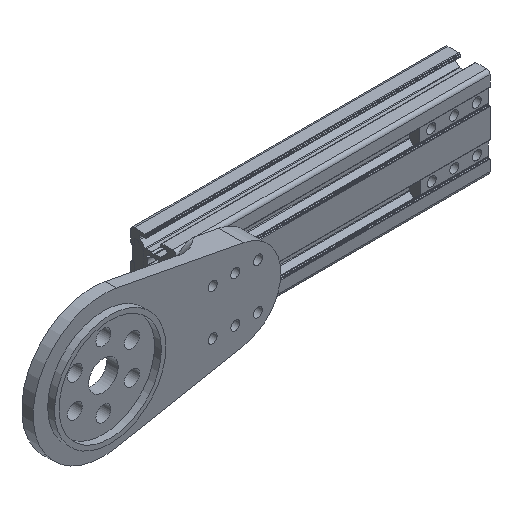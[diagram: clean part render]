
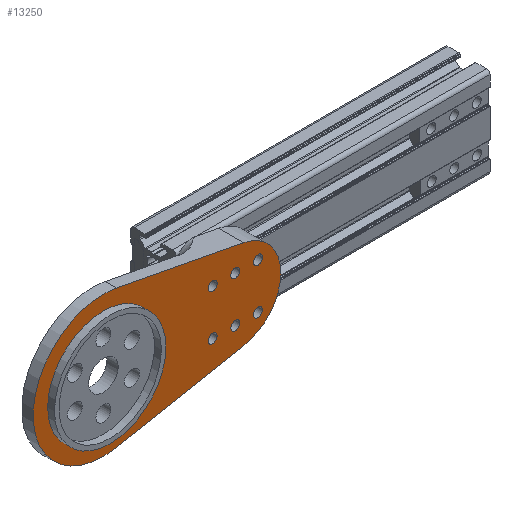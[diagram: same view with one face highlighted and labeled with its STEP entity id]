
A CAD part, isometric view. The second image highlights one B-rep face of the part: STEP entity #13250.
In plain terms, the highlighted face is planar.
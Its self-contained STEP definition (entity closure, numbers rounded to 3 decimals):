
#687=FACE_BOUND('',#2049,.T.);
#688=FACE_BOUND('',#2050,.T.);
#689=FACE_BOUND('',#2051,.T.);
#690=FACE_BOUND('',#2052,.T.);
#691=FACE_BOUND('',#2053,.T.);
#692=FACE_BOUND('',#2054,.T.);
#693=FACE_BOUND('',#2055,.T.);
#1343=FACE_OUTER_BOUND('',#2048,.T.);
#2048=EDGE_LOOP('',(#12161,#12162,#12163,#12164));
#2049=EDGE_LOOP('',(#12165));
#2050=EDGE_LOOP('',(#12166));
#2051=EDGE_LOOP('',(#12167));
#2052=EDGE_LOOP('',(#12168));
#2053=EDGE_LOOP('',(#12169));
#2054=EDGE_LOOP('',(#12170));
#2055=EDGE_LOOP('',(#12171));
#3217=LINE('',#23386,#4372);
#3218=LINE('',#23389,#4373);
#4372=VECTOR('',#18411,10.);
#4373=VECTOR('',#18414,10.);
#4943=CIRCLE('',#14645,24.5);
#4944=CIRCLE('',#14648,20.);
#4945=CIRCLE('',#14649,30.9);
#4946=CIRCLE('',#14650,2.);
#4947=CIRCLE('',#14651,2.);
#4948=CIRCLE('',#14652,2.);
#4949=CIRCLE('',#14653,2.);
#4950=CIRCLE('',#14654,2.);
#4951=CIRCLE('',#14655,2.);
#6267=VERTEX_POINT('',#23377);
#6268=VERTEX_POINT('',#23382);
#6269=VERTEX_POINT('',#23383);
#6270=VERTEX_POINT('',#23385);
#6271=VERTEX_POINT('',#23387);
#6272=VERTEX_POINT('',#23390);
#6273=VERTEX_POINT('',#23392);
#6274=VERTEX_POINT('',#23394);
#6275=VERTEX_POINT('',#23396);
#6276=VERTEX_POINT('',#23398);
#6277=VERTEX_POINT('',#23400);
#8239=EDGE_CURVE('',#6267,#6267,#4943,.T.);
#8240=EDGE_CURVE('',#6268,#6269,#4944,.T.);
#8241=EDGE_CURVE('',#6270,#6268,#3217,.T.);
#8242=EDGE_CURVE('',#6271,#6270,#4945,.T.);
#8243=EDGE_CURVE('',#6269,#6271,#3218,.T.);
#8244=EDGE_CURVE('',#6272,#6272,#4946,.T.);
#8245=EDGE_CURVE('',#6273,#6273,#4947,.T.);
#8246=EDGE_CURVE('',#6274,#6274,#4948,.T.);
#8247=EDGE_CURVE('',#6275,#6275,#4949,.T.);
#8248=EDGE_CURVE('',#6276,#6276,#4950,.T.);
#8249=EDGE_CURVE('',#6277,#6277,#4951,.T.);
#12161=ORIENTED_EDGE('',*,*,#8240,.F.);
#12162=ORIENTED_EDGE('',*,*,#8241,.F.);
#12163=ORIENTED_EDGE('',*,*,#8242,.F.);
#12164=ORIENTED_EDGE('',*,*,#8243,.F.);
#12165=ORIENTED_EDGE('',*,*,#8244,.F.);
#12166=ORIENTED_EDGE('',*,*,#8245,.F.);
#12167=ORIENTED_EDGE('',*,*,#8246,.F.);
#12168=ORIENTED_EDGE('',*,*,#8247,.F.);
#12169=ORIENTED_EDGE('',*,*,#8248,.F.);
#12170=ORIENTED_EDGE('',*,*,#8249,.F.);
#12171=ORIENTED_EDGE('',*,*,#8239,.T.);
#12565=PLANE('',#14647);
#13250=ADVANCED_FACE('',(#1343,#687,#688,#689,#690,#691,#692,#693),#12565,
 .F.);
#14645=AXIS2_PLACEMENT_3D('',#23379,#18403,#18404);
#14647=AXIS2_PLACEMENT_3D('',#23381,#18407,#18408);
#14648=AXIS2_PLACEMENT_3D('',#23384,#18409,#18410);
#14649=AXIS2_PLACEMENT_3D('',#23388,#18412,#18413);
#14650=AXIS2_PLACEMENT_3D('',#23391,#18415,#18416);
#14651=AXIS2_PLACEMENT_3D('',#23393,#18417,#18418);
#14652=AXIS2_PLACEMENT_3D('',#23395,#18419,#18420);
#14653=AXIS2_PLACEMENT_3D('',#23397,#18421,#18422);
#14654=AXIS2_PLACEMENT_3D('',#23399,#18423,#18424);
#14655=AXIS2_PLACEMENT_3D('',#23401,#18425,#18426);
#18403=DIRECTION('center_axis',(0.,0.,1.));
#18404=DIRECTION('ref_axis',(-1.,0.,0.));
#18407=DIRECTION('center_axis',(0.,0.,1.));
#18408=DIRECTION('ref_axis',(1.,0.,0.));
#18409=DIRECTION('center_axis',(0.,0.,1.));
#18410=DIRECTION('ref_axis',(1.,0.,0.));
#18411=DIRECTION('',(-0.188,0.982,0.));
#18412=DIRECTION('center_axis',(0.,0.,1.));
#18413=DIRECTION('ref_axis',(1.,0.,0.));
#18414=DIRECTION('',(-0.188,-0.982,0.));
#18415=DIRECTION('center_axis',(0.,0.,-1.));
#18416=DIRECTION('ref_axis',(-1.,0.,0.));
#18417=DIRECTION('center_axis',(0.,0.,-1.));
#18418=DIRECTION('ref_axis',(-1.,0.,0.));
#18419=DIRECTION('center_axis',(0.,0.,-1.));
#18420=DIRECTION('ref_axis',(-1.,0.,0.));
#18421=DIRECTION('center_axis',(0.,0.,-1.));
#18422=DIRECTION('ref_axis',(-1.,0.,0.));
#18423=DIRECTION('center_axis',(0.,0.,-1.));
#18424=DIRECTION('ref_axis',(-1.,0.,0.));
#18425=DIRECTION('center_axis',(0.,0.,-1.));
#18426=DIRECTION('ref_axis',(-1.,0.,0.));
#23377=CARTESIAN_POINT('',(24.5,0.,45.3));
#23379=CARTESIAN_POINT('Origin',(0.,0.,45.3));
#23381=CARTESIAN_POINT('Origin',(0.,58.,45.3));
#23382=CARTESIAN_POINT('',(19.644,61.759,45.3));
#23383=CARTESIAN_POINT('',(-19.644,61.759,45.3));
#23384=CARTESIAN_POINT('Origin',(0.,58.,45.3));
#23385=CARTESIAN_POINT('',(30.349,5.807,45.3));
#23386=CARTESIAN_POINT('',(30.349,5.807,45.3));
#23387=CARTESIAN_POINT('',(-30.349,5.807,45.3));
#23388=CARTESIAN_POINT('Origin',(0.,0.,45.3));
#23389=CARTESIAN_POINT('',(-19.644,61.759,45.3));
#23390=CARTESIAN_POINT('',(-8.,48.,45.3));
#23391=CARTESIAN_POINT('Origin',(-10.,48.,45.3));
#23392=CARTESIAN_POINT('',(-8.,58.,45.3));
#23393=CARTESIAN_POINT('Origin',(-10.,58.,45.3));
#23394=CARTESIAN_POINT('',(-8.,68.,45.3));
#23395=CARTESIAN_POINT('Origin',(-10.,68.,45.3));
#23396=CARTESIAN_POINT('',(12.,48.,45.3));
#23397=CARTESIAN_POINT('Origin',(10.,48.,45.3));
#23398=CARTESIAN_POINT('',(12.,58.,45.3));
#23399=CARTESIAN_POINT('Origin',(10.,58.,45.3));
#23400=CARTESIAN_POINT('',(12.,68.,45.3));
#23401=CARTESIAN_POINT('Origin',(10.,68.,45.3));
